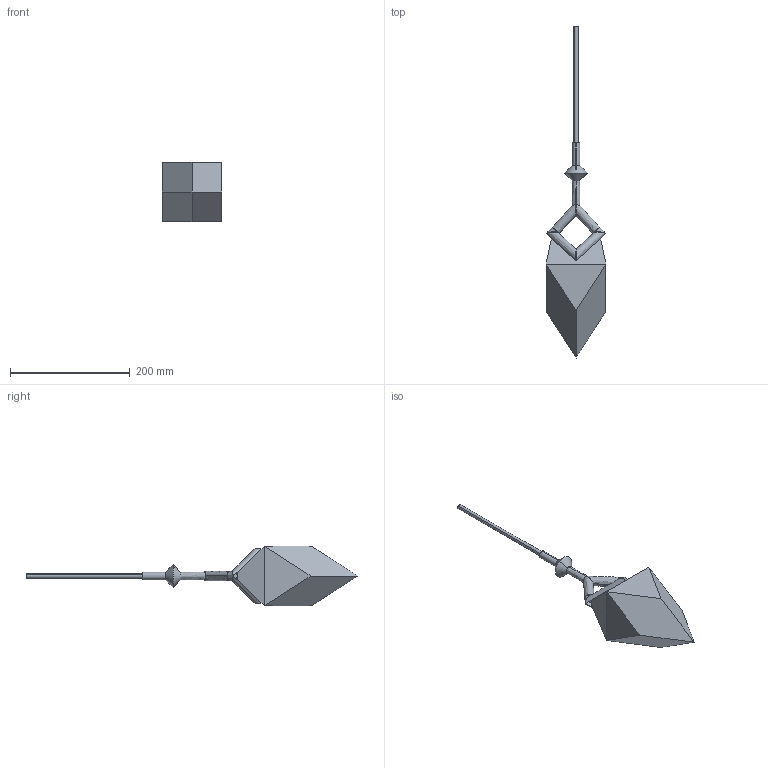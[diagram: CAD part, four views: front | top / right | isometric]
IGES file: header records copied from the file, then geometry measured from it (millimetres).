
Start section: SolidWorks IGES file using analytic representation for surfaces
Global section: file name: SEEDP1 -Seed Single Pendant.IGS; native system: SolidWorks 2015; preprocessor: SolidWorks 2015; author: Design; date: 190321.163827; units: millimetre
Bounding box: 100.01 x 555.68 x 100.01 mm (x, y, z)
Surface area: 89574.9 mm2 (no closed solid volume)
Topology: 0 solids, 0 shells, 65 faces, 1074 edges, 1070 vertices
Faces by surface type: bspline 39, revolution 26
